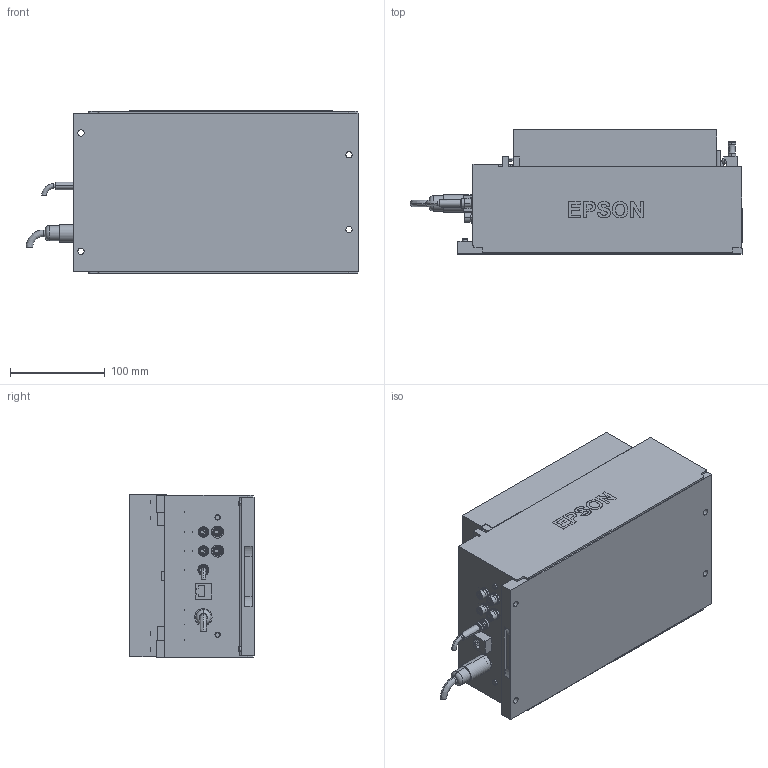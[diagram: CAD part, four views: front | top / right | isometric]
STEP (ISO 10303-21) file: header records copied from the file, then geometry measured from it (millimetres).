
FILE_DESCRIPTION (( 'STEP AP214' ), '1' );
FILE_NAME ('IntelliFlex_240_1_ASM.STEP', '2019-06-05T22:52:40', ( '' ), ( '' ), 'SwSTEP 2.0', 'SolidWorks 2013', '' );
FILE_SCHEMA (( 'AUTOMOTIVE_DESIGN' ));
Length unit declared in the file: millimetre
Products named in the file (6): FEMALE_STRAIGHT_5P_5M_M1; FLAT_VIBRATING_PLATE__PO; BACKLIGHT_-_240_XXX_XXX_; FEEDER_240_XXX_XXX_XXX; IntelliFlex_240_1_ASM; FEMALE_STRAIGHT_3P_M8_MO
Assembly tree (5 placements, depth 2):
  IntelliFlex_240_1_ASM
    FEEDER_240_XXX_XXX_XXX
    BACKLIGHT_-_240_XXX_XXX_
    FEMALE_STRAIGHT_5P_5M_M1
    FLAT_VIBRATING_PLATE__PO
    FEMALE_STRAIGHT_3P_M8_MO
Bounding box: 350.5 x 131 x 171.5 mm (x, y, z)
Volume: 3210963.5 mm3; surface area: 475331.2 mm2
Topology: 5 solids, 14 shells, 690 faces, 1711 edges, 1132 vertices
Faces by surface type: plane 337, cylinder 237, bspline 85, cone 29, torus 2
Entity records: 34208 total; most frequent: CARTESIAN_POINT 15741, ORIENTED_EDGE 3406, DIRECTION 2754, EDGE_CURVE 1703, VERTEX_POINT 1132, LINE 974, VECTOR 974, AXIS2_PLACEMENT_3D 890
